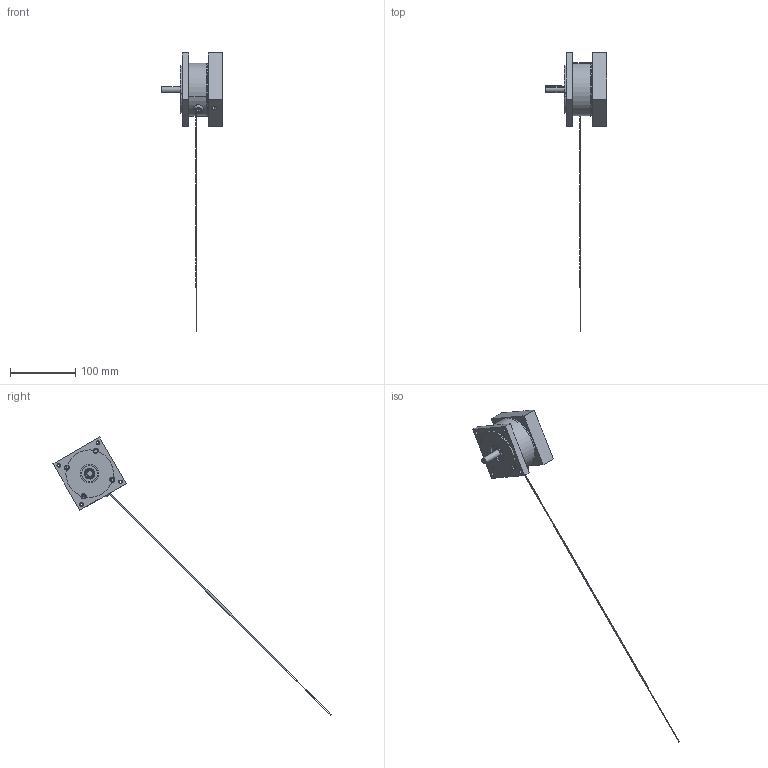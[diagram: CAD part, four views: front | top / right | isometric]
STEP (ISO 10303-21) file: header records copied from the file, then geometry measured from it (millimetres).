
FILE_DESCRIPTION (( 'STEP AP203' ), '1' );
FILE_NAME ('8934-2555.STEP', '2014-09-12T18:20:31', ( 'AIM User' ), ( 'Hewlett-Packard Company' ), 'SwSTEP 2.0', 'SolidWorks 2012', '' );
FILE_SCHEMA (( 'CONFIG_CONTROL_DESIGN' ));
Length unit declared in the file: inch
Products named in the file (1): 8934-2555
Bounding box: 94.41 x 427.7 x 427.7 mm (x, y, z)
Surface area: 66779.9 mm2 (no closed solid volume)
Topology: 0 solids, 24 shells, 168 faces, 561 edges, 405 vertices
Faces by surface type: cylinder 87, plane 62, cone 15, torus 2, bspline 2
Entity records: 6643 total; most frequent: CARTESIAN_POINT 1482, DIRECTION 1146, ORIENTED_EDGE 893, EDGE_CURVE 561, AXIS2_PLACEMENT_3D 449, VERTEX_POINT 405, CIRCLE 282, LINE 248
